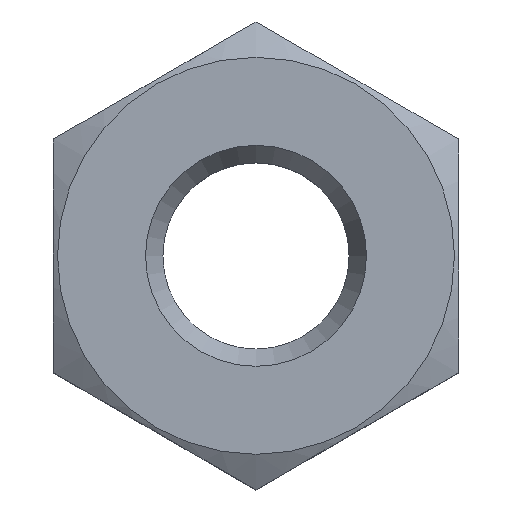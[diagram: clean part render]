
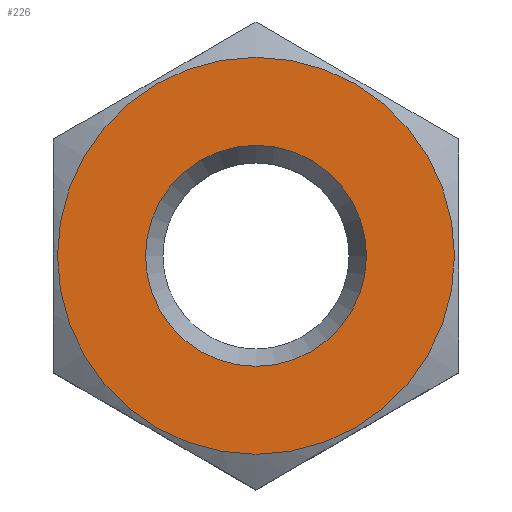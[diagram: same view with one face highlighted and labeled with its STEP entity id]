
A CAD part, top view. The second image highlights one B-rep face of the part: STEP entity #226.
In plain terms, the highlighted planar face has unit normal (0, 0, 1).
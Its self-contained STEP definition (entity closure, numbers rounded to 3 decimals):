
#20=FACE_BOUND('',#67,.T.);
#42=PLANE('',#259);
#53=FACE_OUTER_BOUND('',#66,.T.);
#66=EDGE_LOOP('',(#195));
#67=EDGE_LOOP('',(#196));
#96=CIRCLE('',#249,1.5);
#99=CIRCLE('',#260,2.695);
#102=VERTEX_POINT('',#329);
#119=VERTEX_POINT('',#407);
#123=EDGE_CURVE('',#102,#102,#96,.T.);
#148=EDGE_CURVE('',#119,#119,#99,.T.);
#195=ORIENTED_EDGE('',*,*,#148,.F.);
#196=ORIENTED_EDGE('',*,*,#123,.T.);
#226=ADVANCED_FACE('',(#53,#20),#42,.T.);
#249=AXIS2_PLACEMENT_3D('',#330,#278,#279);
#259=AXIS2_PLACEMENT_3D('',#406,#306,#307);
#260=AXIS2_PLACEMENT_3D('',#408,#308,#309);
#278=DIRECTION('center_axis',(0.,0.,-1.));
#279=DIRECTION('ref_axis',(-1.,0.,0.));
#306=DIRECTION('center_axis',(0.,0.,1.));
#307=DIRECTION('ref_axis',(1.,0.,0.));
#308=DIRECTION('center_axis',(0.,0.,-1.));
#309=DIRECTION('ref_axis',(1.,0.,0.));
#329=CARTESIAN_POINT('',(1.5,0.,2.4));
#330=CARTESIAN_POINT('Origin',(0.,0.,2.4));
#406=CARTESIAN_POINT('Origin',(-2.695,0.,2.4));
#407=CARTESIAN_POINT('',(2.695,0.,2.4));
#408=CARTESIAN_POINT('Origin',(0.,0.,2.4));
